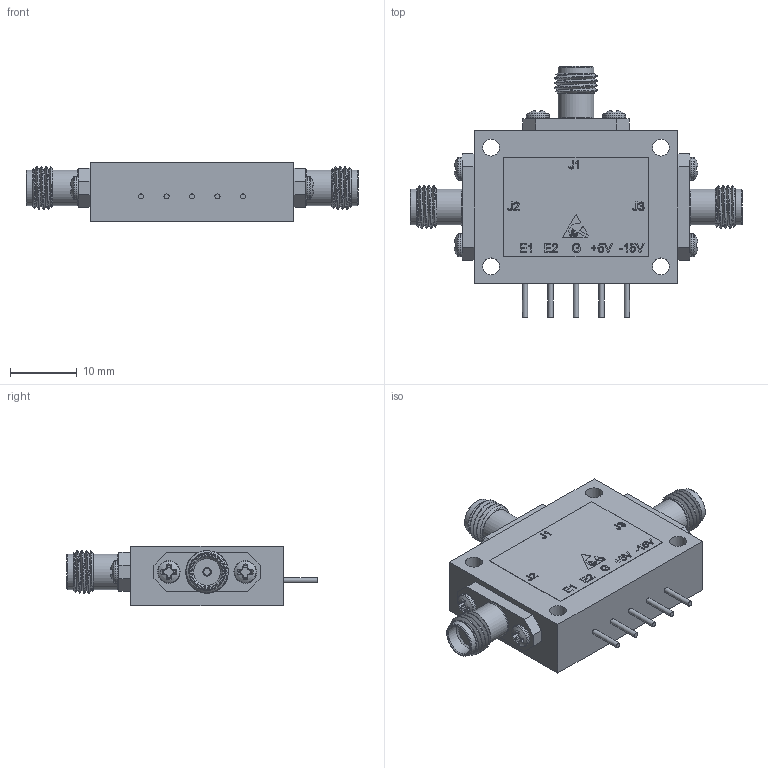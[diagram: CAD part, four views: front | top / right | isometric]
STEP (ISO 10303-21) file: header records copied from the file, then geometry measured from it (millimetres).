
FILE_DESCRIPTION (( 'STEP AP203' ), '1' );
FILE_NAME ('FMSW6208_3D.step', '2021-12-13T17:21:42', ( '' ), ( '' ), 'SwSTEP 2.0', 'SolidWorks 2021', '' );
FILE_SCHEMA (( 'CONFIG_CONTROL_DESIGN' ));
Length unit declared in the file: inch
Products named in the file (1): FMSW6208_3D
Bounding box: 49.63 x 37.52 x 8.94 mm (x, y, z)
Volume: 6944.8 mm3; surface area: 3914.4 mm2
Topology: 1 solids, 13 shells, 728 faces, 1893 edges, 1257 vertices
Faces by surface type: plane 377, cylinder 172, bspline 117, cone 41, torus 15, sphere 6
Full cylindrical faces by diameter (mm): 0.508 x1, 0.737 x2, 0.762 x5, 0.914 x2, 1.016 x4, 1.168 x2, 1.27 x4, 1.854 x6, 2.54 x4, 3.393 x6, 4.521 x3, 5.08 x3, 5.334 x6
Entity records: 37611 total; most frequent: CARTESIAN_POINT 21425, ORIENTED_EDGE 3576, DIRECTION 2796, EDGE_CURVE 1788, VERTEX_POINT 1230, AXIS2_PLACEMENT_3D 934, LINE 928, VECTOR 928
